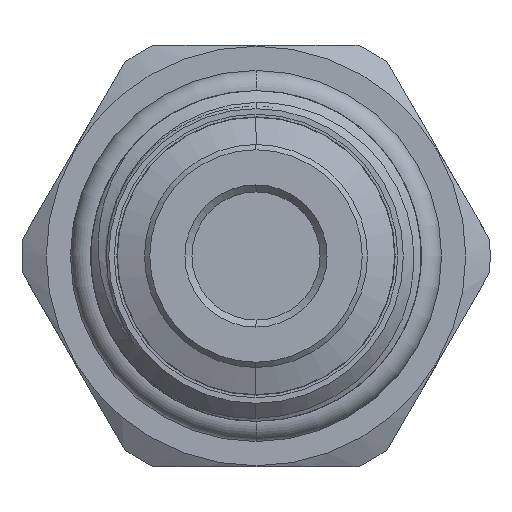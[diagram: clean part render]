
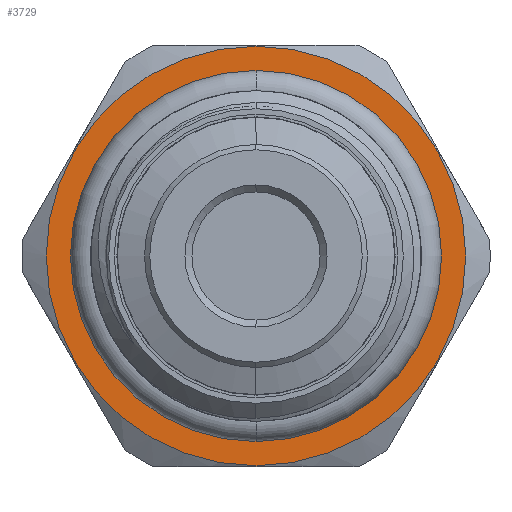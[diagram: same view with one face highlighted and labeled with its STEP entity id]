
A CAD part, left-side view. The second image highlights one B-rep face of the part: STEP entity #3729.
In plain terms, the highlighted planar face has unit normal (-1, 0, 0).
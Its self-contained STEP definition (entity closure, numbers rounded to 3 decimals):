
#175 = EDGE_CURVE ( 'NONE', #10441, #8513, #3846, .T. ) ;
#612 = EDGE_LOOP ( 'NONE', ( #5979, #1309 ) ) ;
#1099 = CARTESIAN_POINT ( 'NONE',  ( -37.669, 0., -11.95 ) ) ;
#1309 = ORIENTED_EDGE ( 'NONE', *, *, #7701, .T. ) ;
#1337 = CARTESIAN_POINT ( 'NONE',  ( -37.669, 0., 0. ) ) ;
#2240 = DIRECTION ( 'NONE',  ( 0., 0., -1. ) ) ;
#2404 = EDGE_CURVE ( 'NONE', #8513, #10441, #3817, .T. ) ;
#2568 = EDGE_CURVE ( 'NONE', #4621, #10576, #4986, .T. ) ;
#2663 = DIRECTION ( 'NONE',  ( -1., 0., 0. ) ) ;
#2831 = CARTESIAN_POINT ( 'NONE',  ( -37.669, 0., 8.895 ) ) ;
#3729 = ADVANCED_FACE ( 'NONE', ( #4894, #9160 ), #10699, .T. ) ;
#3740 = CIRCLE ( 'NONE', #8063, 11.95 ) ;
#3817 = CIRCLE ( 'NONE', #6139, 8.895 ) ;
#3846 = CIRCLE ( 'NONE', #8109, 8.895 ) ;
#3919 = CARTESIAN_POINT ( 'NONE',  ( -37.669, 0., -8.895 ) ) ;
#4061 = ORIENTED_EDGE ( 'NONE', *, *, #175, .T. ) ;
#4085 = DIRECTION ( 'NONE',  ( 1., 0., 0. ) ) ;
#4479 = CARTESIAN_POINT ( 'NONE',  ( -37.669, -11.95, 0. ) ) ;
#4621 = VERTEX_POINT ( 'NONE', #1099 ) ;
#4894 = FACE_BOUND ( 'NONE', #10056, .T. ) ;
#4986 = CIRCLE ( 'NONE', #5548, 11.95 ) ;
#5416 = ORIENTED_EDGE ( 'NONE', *, *, #2404, .T. ) ;
#5548 = AXIS2_PLACEMENT_3D ( 'NONE', #5880, #11127, #11176 ) ;
#5880 = CARTESIAN_POINT ( 'NONE',  ( -37.669, 0., 0. ) ) ;
#5979 = ORIENTED_EDGE ( 'NONE', *, *, #2568, .T. ) ;
#6139 = AXIS2_PLACEMENT_3D ( 'NONE', #1337, #4085, #2240 ) ;
#6166 = DIRECTION ( 'NONE',  ( 0., 0., -1. ) ) ;
#6285 = DIRECTION ( 'NONE',  ( -1., 0., 0. ) ) ;
#6316 = CARTESIAN_POINT ( 'NONE',  ( -37.669, 0., 0. ) ) ;
#6458 = DIRECTION ( 'NONE',  ( 1., 0., 0. ) ) ;
#7701 = EDGE_CURVE ( 'NONE', #10576, #4621, #3740, .T. ) ;
#8063 = AXIS2_PLACEMENT_3D ( 'NONE', #6316, #2663, #9807 ) ;
#8109 = AXIS2_PLACEMENT_3D ( 'NONE', #10883, #6458, #9834 ) ;
#8513 = VERTEX_POINT ( 'NONE', #2831 ) ;
#9160 = FACE_OUTER_BOUND ( 'NONE', #612, .T. ) ;
#9443 = CARTESIAN_POINT ( 'NONE',  ( -37.669, 0., 11.95 ) ) ;
#9807 = DIRECTION ( 'NONE',  ( 0., 0., -1. ) ) ;
#9834 = DIRECTION ( 'NONE',  ( 0., 0., -1. ) ) ;
#10056 = EDGE_LOOP ( 'NONE', ( #4061, #5416 ) ) ;
#10441 = VERTEX_POINT ( 'NONE', #3919 ) ;
#10569 = AXIS2_PLACEMENT_3D ( 'NONE', #4479, #6285, #6166 ) ;
#10576 = VERTEX_POINT ( 'NONE', #9443 ) ;
#10699 = PLANE ( 'NONE',  #10569 ) ;
#10883 = CARTESIAN_POINT ( 'NONE',  ( -37.669, 0., 0. ) ) ;
#11127 = DIRECTION ( 'NONE',  ( -1., 0., 0. ) ) ;
#11176 = DIRECTION ( 'NONE',  ( 0., 0., -1. ) ) ;
